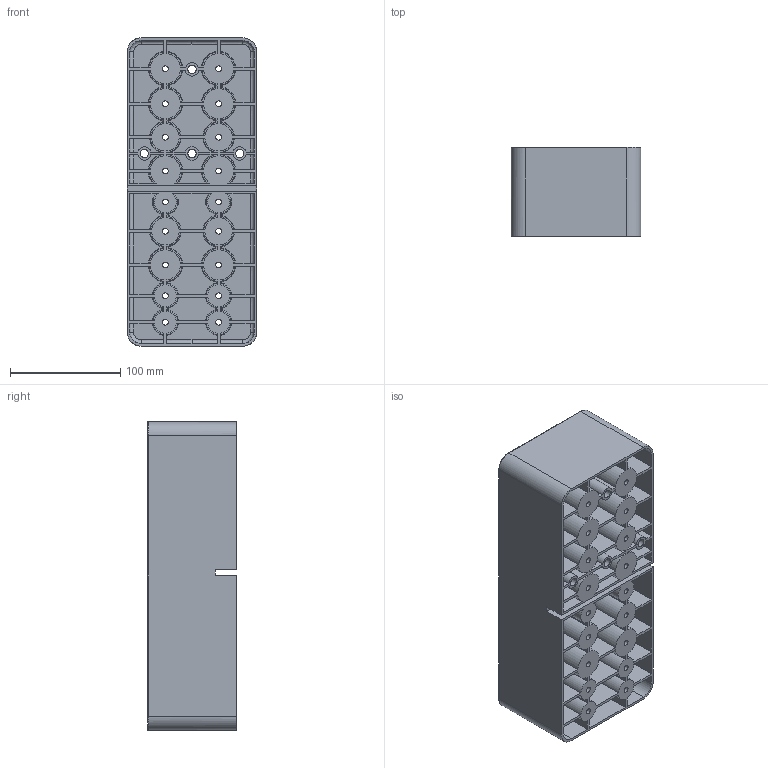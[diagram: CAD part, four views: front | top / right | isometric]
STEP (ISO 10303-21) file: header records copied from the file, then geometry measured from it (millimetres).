
FILE_DESCRIPTION(/* description */ (''),/* implementation_level */ '2;1');
FILE_NAME(/* name */ 'long box no ear 1120.step',/* time_stamp */ '2025-11-20T20:23:15-05:00',/* author */ (''),/* organization */ (''),/* preprocessor_version */ 'ST-DEVELOPER v20.1',/* originating_system */ 'Autodesk Translation Framework v14.17.0.0',/* authorisation */ '');
FILE_SCHEMA (('AUTOMOTIVE_DESIGN { 1 0 10303 214 3 1 1 }'));
Length unit declared in the file: inch
Products named in the file (1): long box v 3
Bounding box: 117.47 x 80.44 x 279.4 mm (x, y, z)
Volume: 684731.2 mm3; surface area: 492920.7 mm2
Topology: 1 solids, 1 shells, 805 faces, 2130 edges, 1396 vertices
Faces by surface type: plane 427, cylinder 210, cone 86, bspline 82
Full cylindrical faces by diameter (mm): 5.08 x18, 7.62 x4, 15.24 x6, 17.78 x6, 20.32 x4, 22.86 x12, 25.4 x8
Entity records: 31035 total; most frequent: CARTESIAN_POINT 11624, ORIENTED_EDGE 4260, DIRECTION 3700, EDGE_CURVE 2130, VERTEX_POINT 1396, AXIS2_PLACEMENT_3D 1254, LINE 1192, VECTOR 1192
